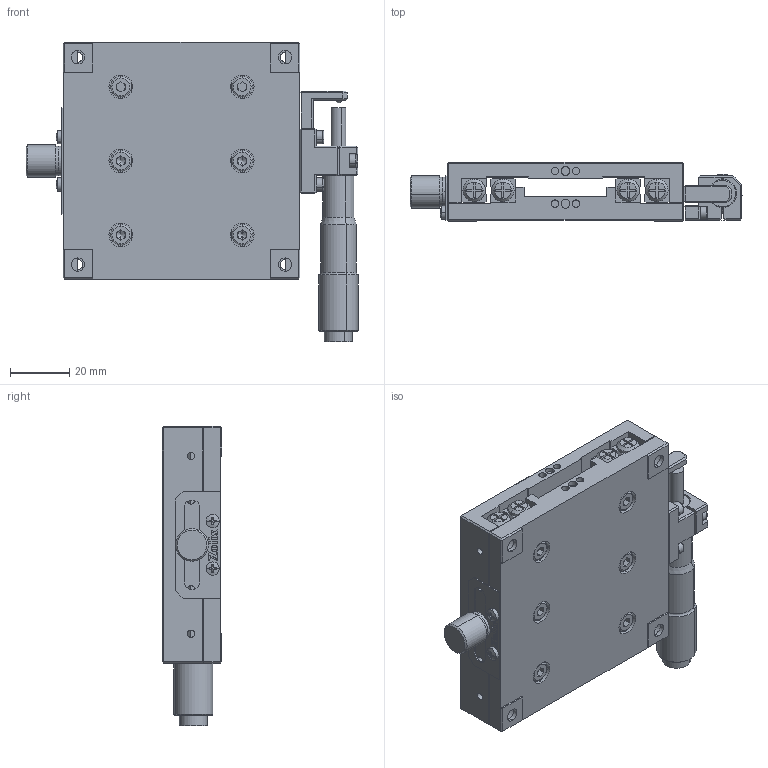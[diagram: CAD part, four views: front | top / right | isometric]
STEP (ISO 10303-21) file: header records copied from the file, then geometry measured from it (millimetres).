
FILE_DESCRIPTION (( 'STEP AP203' ), '1' );
FILE_NAME ('AK25A-8020SL.step', '2019-05-08T06:40:43', ( '' ), ( '' ), 'SwSTEP 2.0', 'SolidWorks 2017', '' );
FILE_SCHEMA (( 'CONFIG_CONTROL_DESIGN' ));
Length unit declared in the file: millimetre
Products named in the file (1): AK25A-8020SL
Bounding box: 112.09 x 20 x 101 mm (x, y, z)
Surface area: 47114.2 mm2 (no closed solid volume)
Topology: 0 solids, 37 shells, 790 faces, 2575 edges, 1738 vertices
Faces by surface type: plane 513, cylinder 181, cone 54, torus 36, sphere 6
Entity records: 27971 total; most frequent: CARTESIAN_POINT 5284, DIRECTION 4774, ORIENTED_EDGE 4260, EDGE_CURVE 2540, LINE 1772, VECTOR 1772, VERTEX_POINT 1735, AXIS2_PLACEMENT_3D 1501
